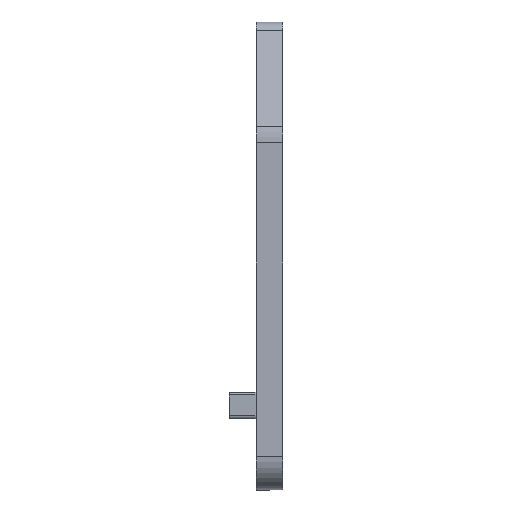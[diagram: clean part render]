
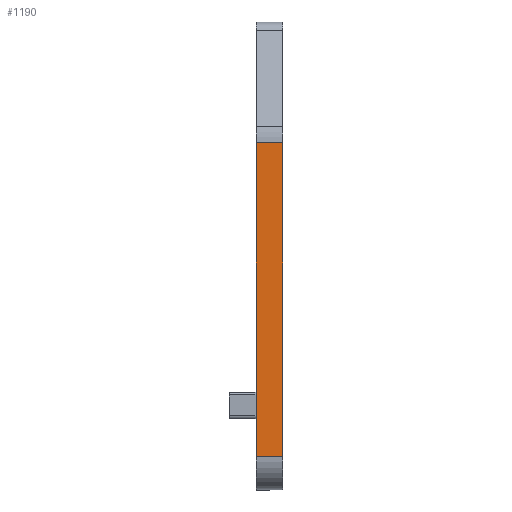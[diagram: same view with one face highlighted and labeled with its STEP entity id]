
A CAD part, front view. The second image highlights one B-rep face of the part: STEP entity #1190.
In plain terms, the highlighted planar face has unit normal (0, -1, 0).
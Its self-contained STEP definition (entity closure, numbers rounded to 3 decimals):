
#1170=AXIS2_PLACEMENT_3D('Plane Axis2P3D',#1167,#1168,#1169) ;
#612=CARTESIAN_POINT('Vertex',(2.,0.,2.5)) ;
#615=CARTESIAN_POINT('Line Origine',(2.,0.,14.18)) ;
#619=CARTESIAN_POINT('Vertex',(2.,0.,25.859)) ;
#1148=CARTESIAN_POINT('Line Origine',(3.,0.,25.859)) ;
#1152=CARTESIAN_POINT('Vertex',(4.,0.,25.859)) ;
#1167=CARTESIAN_POINT('Axis2P3D Location',(4.,0.,2.5)) ;
#1172=CARTESIAN_POINT('Line Origine',(3.,0.,2.5)) ;
#1176=CARTESIAN_POINT('Vertex',(4.,0.,2.5)) ;
#1179=CARTESIAN_POINT('Line Origine',(4.,0.,14.18)) ;
#616=DIRECTION('Vector Direction',(0.,0.,1.)) ;
#1149=DIRECTION('Vector Direction',(-1.,0.,0.)) ;
#1168=DIRECTION('Axis2P3D Direction',(0.,-1.,0.)) ;
#1169=DIRECTION('Axis2P3D XDirection',(0.,0.,1.)) ;
#1173=DIRECTION('Vector Direction',(-1.,0.,0.)) ;
#1180=DIRECTION('Vector Direction',(0.,0.,1.)) ;
#617=VECTOR('Line Direction',#616,1.) ;
#1150=VECTOR('Line Direction',#1149,1.) ;
#1174=VECTOR('Line Direction',#1173,1.) ;
#1181=VECTOR('Line Direction',#1180,1.) ;
#1185=ORIENTED_EDGE('',*,*,#1178,.F.) ;
#1186=ORIENTED_EDGE('',*,*,#1183,.T.) ;
#1187=ORIENTED_EDGE('',*,*,#1154,.T.) ;
#1188=ORIENTED_EDGE('',*,*,#621,.F.) ;
#1190=ADVANCED_FACE('Hauptk\X2\00F6\X0\rper',(#1189),#1171,.T.) ;
#621=EDGE_CURVE('',#613,#620,#618,.T.) ;
#1154=EDGE_CURVE('',#1153,#620,#1151,.T.) ;
#1178=EDGE_CURVE('',#1177,#613,#1175,.T.) ;
#1183=EDGE_CURVE('',#1177,#1153,#1182,.T.) ;
#1184=EDGE_LOOP('',(#1185,#1186,#1187,#1188)) ;
#1189=FACE_OUTER_BOUND('',#1184,.T.) ;
#618=LINE('Line',#615,#617) ;
#1151=LINE('Line',#1148,#1150) ;
#1175=LINE('Line',#1172,#1174) ;
#1182=LINE('Line',#1179,#1181) ;
#1171=PLANE('',#1170) ;
#613=VERTEX_POINT('',#612) ;
#620=VERTEX_POINT('',#619) ;
#1153=VERTEX_POINT('',#1152) ;
#1177=VERTEX_POINT('',#1176) ;
